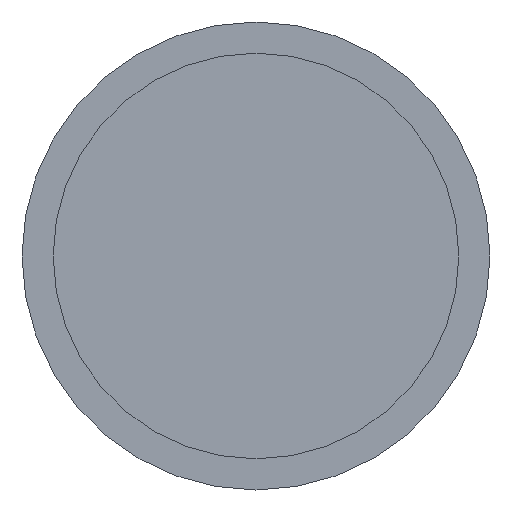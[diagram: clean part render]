
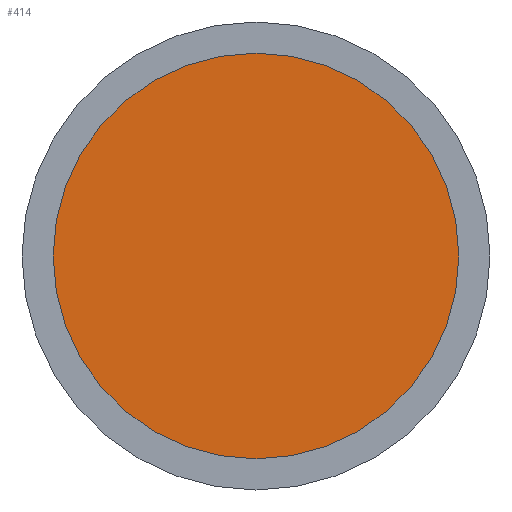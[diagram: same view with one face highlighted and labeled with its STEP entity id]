
A CAD part, left-side view. The second image highlights one B-rep face of the part: STEP entity #414.
In plain terms, the highlighted planar face has unit normal (-1, 0, 0).
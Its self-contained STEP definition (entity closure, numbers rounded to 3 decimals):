
#116=CARTESIAN_POINT('',(0.,0.,0.));
#117=DIRECTION('',(-1.,0.,0.));
#118=DIRECTION('',(0.,-1.,0.));
#119=AXIS2_PLACEMENT_3D('',#116,#117,#118);
#125=CARTESIAN_POINT('',(0.,0.,0.));
#126=DIRECTION('',(-1.,0.,0.));
#127=DIRECTION('',(0.,0.,-1.));
#128=AXIS2_PLACEMENT_3D('',#125,#126,#127);
#133=CARTESIAN_POINT('',(0.,0.,0.));
#134=DIRECTION('',(-1.,0.,0.));
#135=DIRECTION('',(0.,1.,0.));
#136=AXIS2_PLACEMENT_3D('',#133,#134,#135);
#141=CARTESIAN_POINT('',(0.,0.,0.));
#142=DIRECTION('',(-1.,0.,0.));
#143=DIRECTION('',(0.,0.,1.));
#144=AXIS2_PLACEMENT_3D('',#141,#142,#143);
#351=CARTESIAN_POINT('',(0.,5.2,0.));
#353=VERTEX_POINT('',#351);
#355=CARTESIAN_POINT('',(0.,-5.2,0.));
#357=VERTEX_POINT('',#355);
#359=CARTESIAN_POINT('',(0.,0.,5.2));
#360=VERTEX_POINT('',#359);
#363=CARTESIAN_POINT('',(0.,0.,-5.2));
#364=VERTEX_POINT('',#363);
#399=CARTESIAN_POINT('',(0.,5.2,0.));
#400=DIRECTION('',(-1.,0.,0.));
#401=DIRECTION('',(0.,0.,1.));
#402=AXIS2_PLACEMENT_3D('',#399,#400,#401);
#403=PLANE('',#402);
#405=ORIENTED_EDGE('',*,*,#404,.F.);
#407=ORIENTED_EDGE('',*,*,#406,.F.);
#409=ORIENTED_EDGE('',*,*,#408,.F.);
#411=ORIENTED_EDGE('',*,*,#410,.F.);
#412=EDGE_LOOP('',(#405,#407,#409,#411));
#413=FACE_OUTER_BOUND('',#412,.F.);
#120=CIRCLE('',#119,5.2);
#129=CIRCLE('',#128,5.2);
#137=CIRCLE('',#136,5.2);
#145=CIRCLE('',#144,5.2);
#404=EDGE_CURVE('',#357,#360,#120,.T.);
#406=EDGE_CURVE('',#364,#357,#129,.T.);
#408=EDGE_CURVE('',#353,#364,#137,.T.);
#410=EDGE_CURVE('',#360,#353,#145,.T.);
#414=ADVANCED_FACE('',(#413),#403,.T.);
